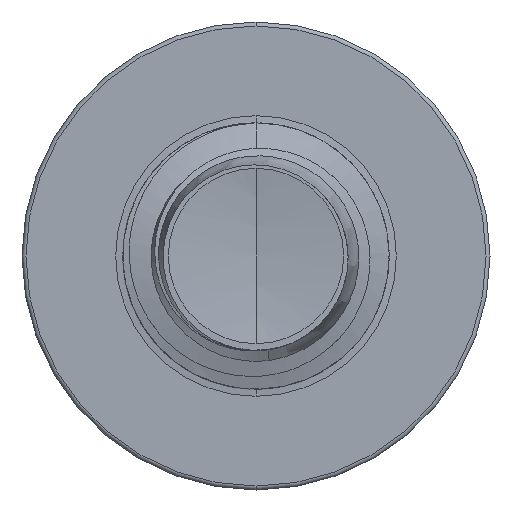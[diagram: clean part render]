
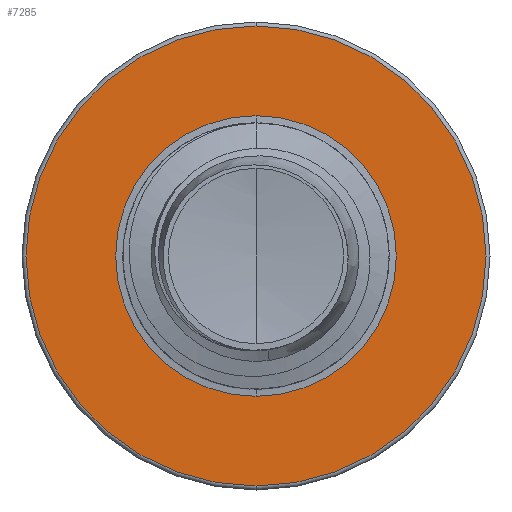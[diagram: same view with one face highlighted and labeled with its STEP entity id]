
A CAD part, front view. The second image highlights one B-rep face of the part: STEP entity #7285.
In plain terms, the highlighted planar face has unit normal (0, -1, 0).
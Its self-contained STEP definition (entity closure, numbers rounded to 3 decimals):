
#496 = FACE_BOUND ( 'NONE', #12213, .T. ) ;
#592 = FACE_OUTER_BOUND ( 'NONE', #12505, .T. ) ;
#639 = AXIS2_PLACEMENT_3D ( 'NONE', #13147, #13131, #13127 ) ;
#1463 = CIRCLE ( 'NONE', #639, 3.689 ) ;
#1640 = DIRECTION ( 'NONE',  ( 0., 0., 1. ) ) ;
#1660 = DIRECTION ( 'NONE',  ( 0., 1., 0. ) ) ;
#1677 = CARTESIAN_POINT ( 'NONE',  ( 0., 10., 0. ) ) ;
#1689 = EDGE_CURVE ( 'NONE', #7851, #16187, #2970, .T. ) ;
#1886 = DIRECTION ( 'NONE',  ( 0., 1., 0. ) ) ;
#2970 = CIRCLE ( 'NONE', #4065, 3.689 ) ;
#3046 = CARTESIAN_POINT ( 'NONE',  ( 0., 10., -6.045 ) ) ;
#3476 = CARTESIAN_POINT ( 'NONE',  ( 0., 10., 6.045 ) ) ;
#4065 = AXIS2_PLACEMENT_3D ( 'NONE', #1677, #1660, #1640 ) ;
#4428 = AXIS2_PLACEMENT_3D ( 'NONE', #13417, #5877, #14701 ) ;
#4609 = CIRCLE ( 'NONE', #4428, 6.045 ) ;
#4709 = EDGE_CURVE ( 'NONE', #16187, #7851, #1463, .T. ) ;
#4883 = AXIS2_PLACEMENT_3D ( 'NONE', #9706, #1886, #10922 ) ;
#4895 = CARTESIAN_POINT ( 'NONE',  ( 0., 10., 3.689 ) ) ;
#5408 = CARTESIAN_POINT ( 'NONE',  ( 0., 10., -3.689 ) ) ;
#5877 = DIRECTION ( 'NONE',  ( 0., 1., 0. ) ) ;
#6765 = DIRECTION ( 'NONE',  ( 0., 0., 1. ) ) ;
#7285 = ADVANCED_FACE ( 'NONE', ( #592, #496 ), #12963, .F. ) ;
#7851 = VERTEX_POINT ( 'NONE', #4895 ) ;
#7867 = CIRCLE ( 'NONE', #4883, 6.045 ) ;
#8868 = AXIS2_PLACEMENT_3D ( 'NONE', #5408, #14258, #6765 ) ;
#9706 = CARTESIAN_POINT ( 'NONE',  ( 0., 10., 0. ) ) ;
#10190 = ORIENTED_EDGE ( 'NONE', *, *, #1689, .T. ) ;
#10698 = ORIENTED_EDGE ( 'NONE', *, *, #4709, .T. ) ;
#10922 = DIRECTION ( 'NONE',  ( 0., 0., 1. ) ) ;
#10970 = EDGE_CURVE ( 'NONE', #11439, #13902, #4609, .T. ) ;
#11439 = VERTEX_POINT ( 'NONE', #3476 ) ;
#11859 = ORIENTED_EDGE ( 'NONE', *, *, #10970, .F. ) ;
#12182 = ORIENTED_EDGE ( 'NONE', *, *, #16427, .F. ) ;
#12213 = EDGE_LOOP ( 'NONE', ( #10190, #10698 ) ) ;
#12505 = EDGE_LOOP ( 'NONE', ( #11859, #12182 ) ) ;
#12963 = PLANE ( 'NONE',  #8868 ) ;
#13127 = DIRECTION ( 'NONE',  ( 0., 0., 1. ) ) ;
#13131 = DIRECTION ( 'NONE',  ( 0., 1., 0. ) ) ;
#13147 = CARTESIAN_POINT ( 'NONE',  ( 0., 10., 0. ) ) ;
#13417 = CARTESIAN_POINT ( 'NONE',  ( 0., 10., 0. ) ) ;
#13902 = VERTEX_POINT ( 'NONE', #3046 ) ;
#14258 = DIRECTION ( 'NONE',  ( 0., 1., 0. ) ) ;
#14318 = CARTESIAN_POINT ( 'NONE',  ( 0., 10., -3.689 ) ) ;
#14701 = DIRECTION ( 'NONE',  ( 0., 0., 1. ) ) ;
#16187 = VERTEX_POINT ( 'NONE', #14318 ) ;
#16427 = EDGE_CURVE ( 'NONE', #13902, #11439, #7867, .T. ) ;
